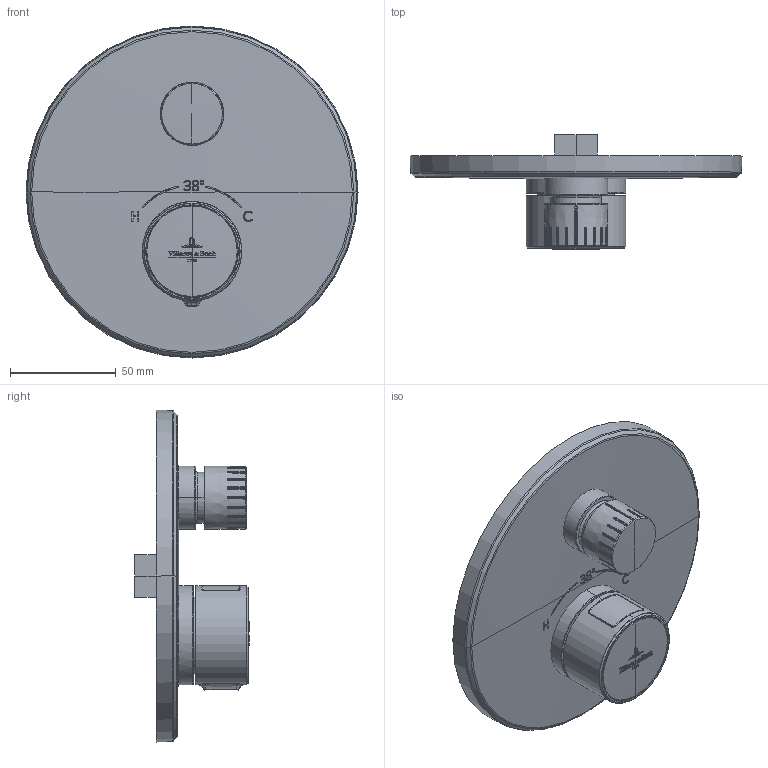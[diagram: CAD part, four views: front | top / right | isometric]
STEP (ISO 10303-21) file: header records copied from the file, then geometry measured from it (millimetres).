
FILE_DESCRIPTION((''),'2;1');
FILE_NAME('TVS000038000_3DPL','2025-01-22T15:41:20',('HristovG'),('IDEAL STANDARD BVBA'),'CREO PARAMETRIC BY PTC INC, 2024253','CREO PARAMETRIC BY PTC INC, 2024253','');
FILE_SCHEMA(('AP242_MANAGED_MODEL_BASED_3D_ENGINEERING_MIM_LF { 1 0 10303 442 1 1 4 }'));
Length unit declared in the file: millimetre
Products named in the file (1): TVS000038000_3DPL
Bounding box: 157 x 53.99 x 157 mm (x, y, z)
Volume: 276859.2 mm3; surface area: 54657.8 mm2
Topology: 25 solids, 28 shells, 638 faces, 1606 edges, 1029 vertices
Faces by surface type: plane 233, bspline 156, extrusion 100, cylinder 73, cone 38, torus 22, sphere 16
Entity records: 36487 total; most frequent: CARTESIAN_POINT 14518, ORIENTED_EDGE 3186, DIRECTION 2269, PRESENTATION_STYLE_ASSIGNMENT 1975, STYLED_ITEM 1645, CURVE_STYLE 1617, EDGE_CURVE 1599, VERTEX_POINT 1029
